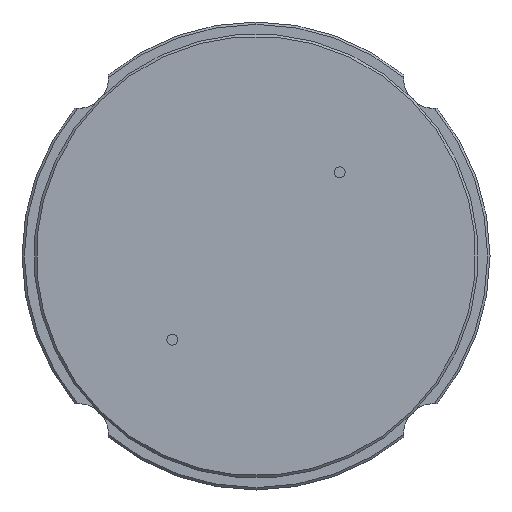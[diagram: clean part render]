
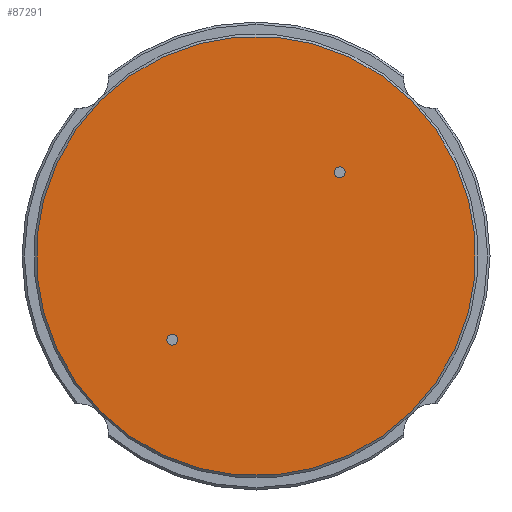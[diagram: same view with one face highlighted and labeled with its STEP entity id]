
A CAD part, front view. The second image highlights one B-rep face of the part: STEP entity #87291.
In plain terms, the highlighted planar face has unit normal (0, -1, 0).
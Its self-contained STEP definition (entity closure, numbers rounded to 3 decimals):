
#47529=CARTESIAN_POINT('',(0.,-10.033,0.));
#47530=DIRECTION('',(0.,-1.,0.));
#47531=DIRECTION('',(-0.707,0.,0.707));
#47532=AXIS2_PLACEMENT_3D('',#47529,#47530,#47531);
#47534=CARTESIAN_POINT('',(0.,-10.033,0.));
#47535=DIRECTION('',(0.,-1.,0.));
#47536=DIRECTION('',(0.707,0.,-0.707));
#47537=AXIS2_PLACEMENT_3D('',#47534,#47535,#47536);
#47539=CARTESIAN_POINT('',(8.98,-10.033,8.98));
#47540=DIRECTION('',(0.,1.,0.));
#47541=DIRECTION('',(-0.707,0.,0.707));
#47542=AXIS2_PLACEMENT_3D('',#47539,#47540,#47541);
#47544=CARTESIAN_POINT('',(8.98,-10.033,8.98));
#47545=DIRECTION('',(0.,1.,0.));
#47546=DIRECTION('',(0.707,0.,-0.707));
#47547=AXIS2_PLACEMENT_3D('',#47544,#47545,#47546);
#47549=CARTESIAN_POINT('',(-8.98,-10.033,-8.98));
#47550=DIRECTION('',(0.,1.,0.));
#47551=DIRECTION('',(-0.707,0.,0.707));
#47552=AXIS2_PLACEMENT_3D('',#47549,#47550,#47551);
#47554=CARTESIAN_POINT('',(-8.98,-10.033,-8.98));
#47555=DIRECTION('',(0.,1.,0.));
#47556=DIRECTION('',(0.707,0.,-0.707));
#47557=AXIS2_PLACEMENT_3D('',#47554,#47555,#47556);
#65939=CARTESIAN_POINT('',(-16.703,-10.033,16.703));
#65941=VERTEX_POINT('',#65939);
#65961=CARTESIAN_POINT('',(16.703,-10.033,-16.703));
#65963=VERTEX_POINT('',#65961);
#65966=CARTESIAN_POINT('',(8.558,-10.033,9.402));
#65968=VERTEX_POINT('',#65966);
#65974=CARTESIAN_POINT('',(-8.558,-10.033,-9.402));
#65976=VERTEX_POINT('',#65974);
#65978=CARTESIAN_POINT('',(9.402,-10.033,8.558));
#65979=VERTEX_POINT('',#65978);
#65980=CARTESIAN_POINT('',(-9.402,-10.033,-8.558));
#65981=VERTEX_POINT('',#65980);
#87270=CARTESIAN_POINT('',(0.,-10.033,0.));
#87271=DIRECTION('',(0.,1.,0.));
#87272=DIRECTION('',(-0.707,0.,0.707));
#87273=AXIS2_PLACEMENT_3D('',#87270,#87271,#87272);
#87274=PLANE('',#87273);
#87275=ORIENTED_EDGE('',*,*,#87252,.F.);
#87276=ORIENTED_EDGE('',*,*,#87262,.F.);
#87277=EDGE_LOOP('',(#87275,#87276));
#87278=FACE_OUTER_BOUND('',#87277,.F.);
#87280=ORIENTED_EDGE('',*,*,#87279,.F.);
#87282=ORIENTED_EDGE('',*,*,#87281,.F.);
#87283=EDGE_LOOP('',(#87280,#87282));
#87284=FACE_BOUND('',#87283,.F.);
#87286=ORIENTED_EDGE('',*,*,#87285,.F.);
#87288=ORIENTED_EDGE('',*,*,#87287,.F.);
#87289=EDGE_LOOP('',(#87286,#87288));
#87290=FACE_BOUND('',#87289,.F.);
#87291=ADVANCED_FACE('',(#87278,#87284,#87290),#87274,.F.);
#47533=CIRCLE('',#47532,23.622);
#47538=CIRCLE('',#47537,23.622);
#47543=CIRCLE('',#47542,0.597);
#47548=CIRCLE('',#47547,0.597);
#47553=CIRCLE('',#47552,0.597);
#47558=CIRCLE('',#47557,0.597);
#87252=EDGE_CURVE('',#65941,#65963,#47533,.T.);
#87262=EDGE_CURVE('',#65963,#65941,#47538,.T.);
#87279=EDGE_CURVE('',#65968,#65979,#47543,.T.);
#87281=EDGE_CURVE('',#65979,#65968,#47548,.T.);
#87285=EDGE_CURVE('',#65981,#65976,#47553,.T.);
#87287=EDGE_CURVE('',#65976,#65981,#47558,.T.);
